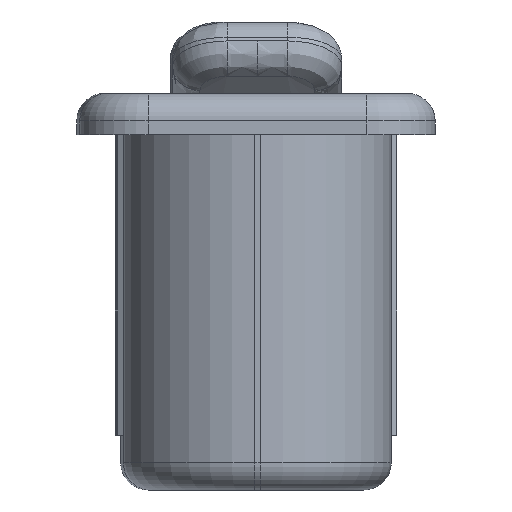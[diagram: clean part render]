
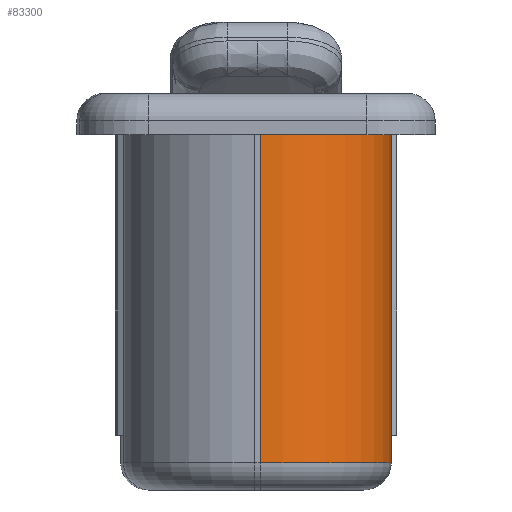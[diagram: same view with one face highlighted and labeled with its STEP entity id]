
A CAD part, front view. The second image highlights one B-rep face of the part: STEP entity #83300.
In plain terms, the highlighted cylindrical face has radius 4.8 mm (diameter 9.6 mm), a partial arc.
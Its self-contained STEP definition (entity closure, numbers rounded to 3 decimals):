
#79020=CARTESIAN_POINT('',(-8.3,-14.,-191.7));
#79030=VERTEX_POINT('',#79020);
#79060=CARTESIAN_POINT('',(-3.5,-14.,-191.7));
#79070=DIRECTION('',(0.,-1.,0.));
#79080=DIRECTION('',(1.,0.,0.));
#79090=AXIS2_PLACEMENT_3D('',#79060,#79070,#79080);
#79100=CIRCLE('',#79090,4.8);
#79110=CARTESIAN_POINT('',(-3.5,-14.,-186.9));
#79120=VERTEX_POINT('',#79110);
#79130=EDGE_CURVE('',#79120,#79030,#79100,.T.);
#82990=CARTESIAN_POINT('',(-3.5,0.,-191.7
));
#83000=DIRECTION('',(0.,-1.,0.));
#83010=DIRECTION('',(1.,0.,0.));
#83020=AXIS2_PLACEMENT_3D('',#82990,#83000,#83010);
#83030=CYLINDRICAL_SURFACE('',#83020,4.8);
#83040=CARTESIAN_POINT('',(-3.5,0.,-186.9
));
#83050=DIRECTION('',(0.,-1.,0.));
#83060=VECTOR('',#83050,1.);
#83070=LINE('',#83040,#83060);
#83080=CARTESIAN_POINT('',(-3.5,-2.,-186.9));
#83090=VERTEX_POINT('',#83080);
#83100=EDGE_CURVE('',#83090,#79120,#83070,.T.);
#83110=ORIENTED_EDGE('',*,*,#83100,.F.);
#83120=ORIENTED_EDGE('',*,*,#79130,.F.);
#83130=CARTESIAN_POINT('',(-8.3,0.,-191.7
));
#83140=DIRECTION('',(0.,-1.,0.));
#83150=VECTOR('',#83140,1.);
#83160=LINE('',#83130,#83150);
#83170=CARTESIAN_POINT('',(-8.3,-2.,-191.7));
#83180=VERTEX_POINT('',#83170);
#83190=EDGE_CURVE('',#83180,#79030,#83160,.T.);
#83200=ORIENTED_EDGE('',*,*,#83190,.T.);
#83210=CARTESIAN_POINT('',(-3.5,-2.,-191.7));
#83220=DIRECTION('',(0.,-1.,0.));
#83230=DIRECTION('',(1.,0.,0.));
#83240=AXIS2_PLACEMENT_3D('',#83210,#83220,#83230);
#83250=CIRCLE('',#83240,4.8);
#83260=EDGE_CURVE('',#83090,#83180,#83250,.T.);
#83270=ORIENTED_EDGE('',*,*,#83260,.T.);
#83280=EDGE_LOOP('',(#83270,#83200,#83120,#83110));
#83290=FACE_OUTER_BOUND('',#83280,.T.);
#83300=ADVANCED_FACE('',(#83290),#83030,.T.);
